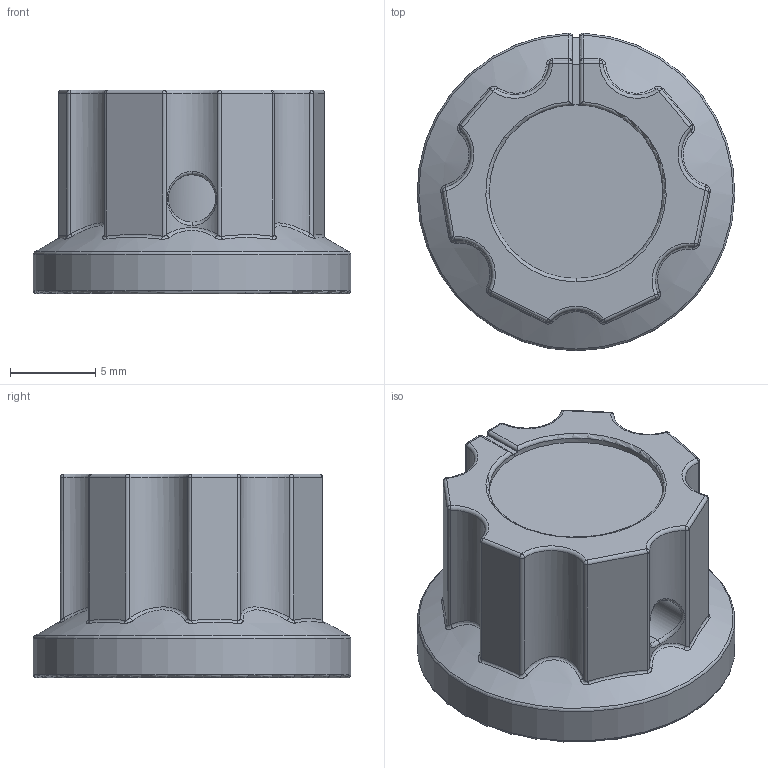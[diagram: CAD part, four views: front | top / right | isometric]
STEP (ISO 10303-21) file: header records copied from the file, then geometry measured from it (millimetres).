
FILE_DESCRIPTION((' '),'2;1');
FILE_NAME( 'MPKES60B1-8.stp', '2022-04-09T15:24:52', (' '), ('--- Datakit www.datakit.com---'), ' Datakit CrossCadWare V2022.1 Dec 21 2021', 'DATAKIT 2022 (c)', ' ');
FILE_SCHEMA(('AP242_MANAGED_MODEL_BASED_3D_ENGINEERING_MIM_LF { 1 0 10303 442 1 1 4 }'));
Length unit declared in the file: millimetre
Products named in the file (1): MPKES60B1-8
Bounding box: 18.6 x 18.59 x 11.94 mm (x, y, z)
Volume: 1892.8 mm3; surface area: 1357 mm2
Topology: 1 solids, 1 shells, 127 faces, 293 edges, 155 vertices
Faces by surface type: cylinder 43, bspline 35, plane 19, sphere 18, torus 11, cone 1
Full cylindrical faces by diameter (mm): 3.175 x1, 11.684 x1
Entity records: 9368 total; most frequent: CARTESIAN_POINT 6737, ORIENTED_EDGE 552, DIRECTION 508, EDGE_CURVE 276, AXIS2_PLACEMENT_3D 215, VERTEX_POINT 156, EDGE_LOOP 132, FACE_OUTER_BOUND 127
